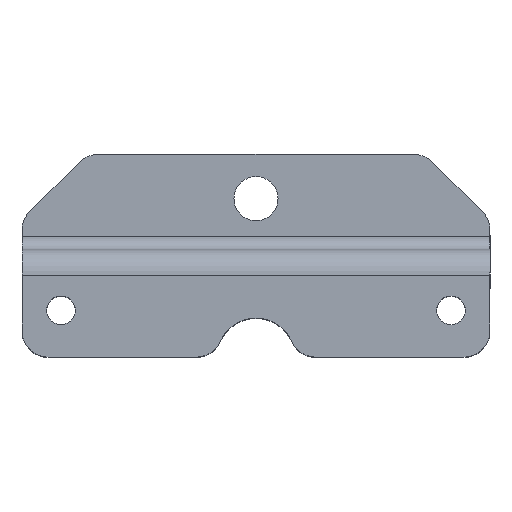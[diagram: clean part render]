
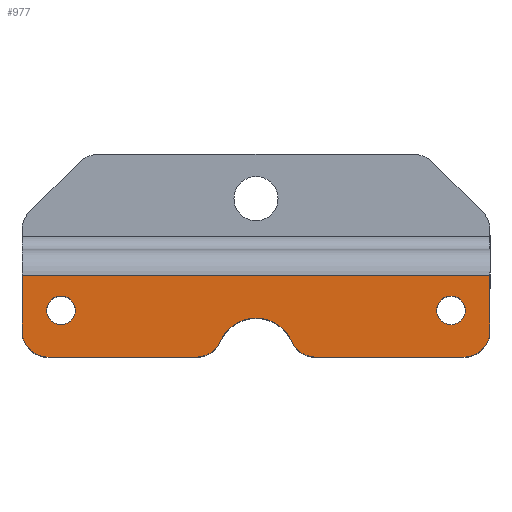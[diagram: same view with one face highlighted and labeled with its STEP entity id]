
A CAD part, top view. The second image highlights one B-rep face of the part: STEP entity #977.
In plain terms, the highlighted planar face has unit normal (0, 0, 1).
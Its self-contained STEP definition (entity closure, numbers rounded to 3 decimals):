
#8 = VERTEX_POINT ( 'NONE', #1284 ) ;
#12 = CARTESIAN_POINT ( 'NONE',  ( -80., 0., 5. ) ) ;
#37 = LINE ( 'NONE', #986, #77 ) ;
#52 = AXIS2_PLACEMENT_3D ( 'NONE', #701, #1251, #1355 ) ;
#77 = VECTOR ( 'NONE', #859, 1000. ) ;
#88 = AXIS2_PLACEMENT_3D ( 'NONE', #643, #763, #999 ) ;
#93 = ORIENTED_EDGE ( 'NONE', *, *, #160, .F. ) ;
#130 = DIRECTION ( 'NONE',  ( 0., 1., 0. ) ) ;
#134 = VECTOR ( 'NONE', #878, 1000. ) ;
#138 = DIRECTION ( 'NONE',  ( 1., 0., 0. ) ) ;
#160 = EDGE_CURVE ( 'NONE', #1001, #594, #1369, .T. ) ;
#179 = CARTESIAN_POINT ( 'NONE',  ( 22.913, 0., 5. ) ) ;
#187 = DIRECTION ( 'NONE',  ( 0., 0., 1. ) ) ;
#190 = AXIS2_PLACEMENT_3D ( 'NONE', #1375, #187, #849 ) ;
#194 = AXIS2_PLACEMENT_3D ( 'NONE', #524, #972, #1187 ) ;
#219 = DIRECTION ( 'NONE',  ( 0., 0., -1. ) ) ;
#238 = CARTESIAN_POINT ( 'NONE',  ( -90., 0., 5. ) ) ;
#244 = CARTESIAN_POINT ( 'NONE',  ( 0., 0., 5. ) ) ;
#256 = VERTEX_POINT ( 'NONE', #12 ) ;
#260 = CARTESIAN_POINT ( 'NONE',  ( -90., 10., 5. ) ) ;
#275 = EDGE_LOOP ( 'NONE', ( #959, #758 ) ) ;
#289 = VERTEX_POINT ( 'NONE', #790 ) ;
#293 = FACE_BOUND ( 'NONE', #649, .T. ) ;
#297 = EDGE_CURVE ( 'NONE', #1262, #8, #895, .T. ) ;
#311 = DIRECTION ( 'NONE',  ( 0., 1., 0. ) ) ;
#316 = EDGE_CURVE ( 'NONE', #1295, #1348, #1156, .T. ) ;
#322 = VERTEX_POINT ( 'NONE', #260 ) ;
#359 = FACE_BOUND ( 'NONE', #275, .T. ) ;
#367 = DIRECTION ( 'NONE',  ( 0., 0., 1. ) ) ;
#381 = CIRCLE ( 'NONE', #784, 5.5 ) ;
#384 = ORIENTED_EDGE ( 'NONE', *, *, #521, .F. ) ;
#392 = CARTESIAN_POINT ( 'NONE',  ( 90., 31.5, 5. ) ) ;
#407 = AXIS2_PLACEMENT_3D ( 'NONE', #244, #558, #1330 ) ;
#413 = AXIS2_PLACEMENT_3D ( 'NONE', #570, #1240, #572 ) ;
#424 = LINE ( 'NONE', #1005, #134 ) ;
#426 = ORIENTED_EDGE ( 'NONE', *, *, #1061, .T. ) ;
#448 = AXIS2_PLACEMENT_3D ( 'NONE', #906, #367, #471 ) ;
#451 = CARTESIAN_POINT ( 'NONE',  ( -22.913, 0., 5. ) ) ;
#452 = EDGE_CURVE ( 'NONE', #609, #745, #1130, .T. ) ;
#463 = CIRCLE ( 'NONE', #407, 15. ) ;
#471 = DIRECTION ( 'NONE',  ( 1., 0., 0. ) ) ;
#474 = VERTEX_POINT ( 'NONE', #392 ) ;
#495 = LINE ( 'NONE', #238, #692 ) ;
#521 = EDGE_CURVE ( 'NONE', #594, #1001, #714, .T. ) ;
#524 = CARTESIAN_POINT ( 'NONE',  ( -75., 18., 5. ) ) ;
#532 = CARTESIAN_POINT ( 'NONE',  ( 90., 10., 5. ) ) ;
#537 = ORIENTED_EDGE ( 'NONE', *, *, #863, .F. ) ;
#541 = CARTESIAN_POINT ( 'NONE',  ( 69.5, 18., 5. ) ) ;
#552 = CARTESIAN_POINT ( 'NONE',  ( 13.748, 6., 5. ) ) ;
#558 = DIRECTION ( 'NONE',  ( 0., 0., 1. ) ) ;
#564 = DIRECTION ( 'NONE',  ( 1., 0., 0. ) ) ;
#570 = CARTESIAN_POINT ( 'NONE',  ( 80., 10., 5. ) ) ;
#572 = DIRECTION ( 'NONE',  ( 1., 0., 0. ) ) ;
#578 = ORIENTED_EDGE ( 'NONE', *, *, #1367, .T. ) ;
#594 = VERTEX_POINT ( 'NONE', #1066 ) ;
#599 = FACE_OUTER_BOUND ( 'NONE', #1298, .T. ) ;
#609 = VERTEX_POINT ( 'NONE', #1380 ) ;
#643 = CARTESIAN_POINT ( 'NONE',  ( -80., 10., 5. ) ) ;
#649 = EDGE_LOOP ( 'NONE', ( #93, #384 ) ) ;
#659 = LINE ( 'NONE', #989, #814 ) ;
#676 = DIRECTION ( 'NONE',  ( 0., 0., 1. ) ) ;
#692 = VECTOR ( 'NONE', #130, 1000. ) ;
#701 = CARTESIAN_POINT ( 'NONE',  ( 75., 18., 5. ) ) ;
#714 = CIRCLE ( 'NONE', #190, 5.5 ) ;
#745 = VERTEX_POINT ( 'NONE', #541 ) ;
#758 = ORIENTED_EDGE ( 'NONE', *, *, #1312, .T. ) ;
#763 = DIRECTION ( 'NONE',  ( 0., 0., 1. ) ) ;
#775 = EDGE_CURVE ( 'NONE', #1348, #474, #659, .T. ) ;
#784 = AXIS2_PLACEMENT_3D ( 'NONE', #1301, #219, #990 ) ;
#788 = DIRECTION ( 'NONE',  ( -1., 0., 0. ) ) ;
#790 = CARTESIAN_POINT ( 'NONE',  ( -90., 31.5, 5. ) ) ;
#795 = ORIENTED_EDGE ( 'NONE', *, *, #775, .T. ) ;
#812 = ORIENTED_EDGE ( 'NONE', *, *, #316, .T. ) ;
#814 = VECTOR ( 'NONE', #311, 1000. ) ;
#844 = EDGE_CURVE ( 'NONE', #322, #289, #495, .T. ) ;
#849 = DIRECTION ( 'NONE',  ( 1., 0., 0. ) ) ;
#854 = EDGE_CURVE ( 'NONE', #897, #8, #463, .T. ) ;
#859 = DIRECTION ( 'NONE',  ( -1., 0., 0. ) ) ;
#863 = EDGE_CURVE ( 'NONE', #1262, #256, #424, .T. ) ;
#874 = CIRCLE ( 'NONE', #88, 10. ) ;
#878 = DIRECTION ( 'NONE',  ( -1., 0., 0. ) ) ;
#895 = CIRCLE ( 'NONE', #1205, 10. ) ;
#897 = VERTEX_POINT ( 'NONE', #552 ) ;
#906 = CARTESIAN_POINT ( 'NONE',  ( 90., 0., 5. ) ) ;
#959 = ORIENTED_EDGE ( 'NONE', *, *, #452, .T. ) ;
#967 = EDGE_CURVE ( 'NONE', #474, #289, #1197, .T. ) ;
#972 = DIRECTION ( 'NONE',  ( 0., 0., 1. ) ) ;
#977 = ADVANCED_FACE ( 'NONE', ( #359, #293, #599 ), #1213, .T. ) ;
#986 = CARTESIAN_POINT ( 'NONE',  ( 90., 0., 5. ) ) ;
#989 = CARTESIAN_POINT ( 'NONE',  ( 90., 0., 5. ) ) ;
#990 = DIRECTION ( 'NONE',  ( -1., 0., 0. ) ) ;
#999 = DIRECTION ( 'NONE',  ( 1., 0., 0. ) ) ;
#1001 = VERTEX_POINT ( 'NONE', #1141 ) ;
#1005 = CARTESIAN_POINT ( 'NONE',  ( 90., 0., 5. ) ) ;
#1031 = ORIENTED_EDGE ( 'NONE', *, *, #297, .T. ) ;
#1033 = CARTESIAN_POINT ( 'NONE',  ( -90., 31.5, 5. ) ) ;
#1040 = ORIENTED_EDGE ( 'NONE', *, *, #854, .F. ) ;
#1061 = EDGE_CURVE ( 'NONE', #897, #1111, #1076, .T. ) ;
#1066 = CARTESIAN_POINT ( 'NONE',  ( -80.5, 18., 5. ) ) ;
#1070 = AXIS2_PLACEMENT_3D ( 'NONE', #1341, #1238, #564 ) ;
#1076 = CIRCLE ( 'NONE', #1070, 10. ) ;
#1105 = CARTESIAN_POINT ( 'NONE',  ( 80., 0., 5. ) ) ;
#1111 = VERTEX_POINT ( 'NONE', #179 ) ;
#1127 = VECTOR ( 'NONE', #788, 1000. ) ;
#1130 = CIRCLE ( 'NONE', #52, 5.5 ) ;
#1141 = CARTESIAN_POINT ( 'NONE',  ( -69.5, 18., 5. ) ) ;
#1156 = CIRCLE ( 'NONE', #413, 10. ) ;
#1187 = DIRECTION ( 'NONE',  ( 1., 0., 0. ) ) ;
#1197 = LINE ( 'NONE', #1033, #1127 ) ;
#1205 = AXIS2_PLACEMENT_3D ( 'NONE', #1349, #676, #138 ) ;
#1213 = PLANE ( 'NONE',  #448 ) ;
#1222 = ORIENTED_EDGE ( 'NONE', *, *, #1376, .F. ) ;
#1238 = DIRECTION ( 'NONE',  ( 0., 0., 1. ) ) ;
#1240 = DIRECTION ( 'NONE',  ( 0., 0., 1. ) ) ;
#1251 = DIRECTION ( 'NONE',  ( 0., 0., -1. ) ) ;
#1259 = ORIENTED_EDGE ( 'NONE', *, *, #844, .F. ) ;
#1262 = VERTEX_POINT ( 'NONE', #451 ) ;
#1284 = CARTESIAN_POINT ( 'NONE',  ( -13.748, 6., 5. ) ) ;
#1295 = VERTEX_POINT ( 'NONE', #1105 ) ;
#1298 = EDGE_LOOP ( 'NONE', ( #795, #1326, #1259, #578, #537, #1031, #1040, #426, #1222, #812 ) ) ;
#1301 = CARTESIAN_POINT ( 'NONE',  ( 75., 18., 5. ) ) ;
#1312 = EDGE_CURVE ( 'NONE', #745, #609, #381, .T. ) ;
#1326 = ORIENTED_EDGE ( 'NONE', *, *, #967, .T. ) ;
#1330 = DIRECTION ( 'NONE',  ( 1., 0., 0. ) ) ;
#1341 = CARTESIAN_POINT ( 'NONE',  ( 22.913, 10., 5. ) ) ;
#1348 = VERTEX_POINT ( 'NONE', #532 ) ;
#1349 = CARTESIAN_POINT ( 'NONE',  ( -22.913, 10., 5. ) ) ;
#1355 = DIRECTION ( 'NONE',  ( -1., 0., 0. ) ) ;
#1367 = EDGE_CURVE ( 'NONE', #322, #256, #874, .T. ) ;
#1369 = CIRCLE ( 'NONE', #194, 5.5 ) ;
#1375 = CARTESIAN_POINT ( 'NONE',  ( -75., 18., 5. ) ) ;
#1376 = EDGE_CURVE ( 'NONE', #1295, #1111, #37, .T. ) ;
#1380 = CARTESIAN_POINT ( 'NONE',  ( 80.5, 18., 5. ) ) ;
